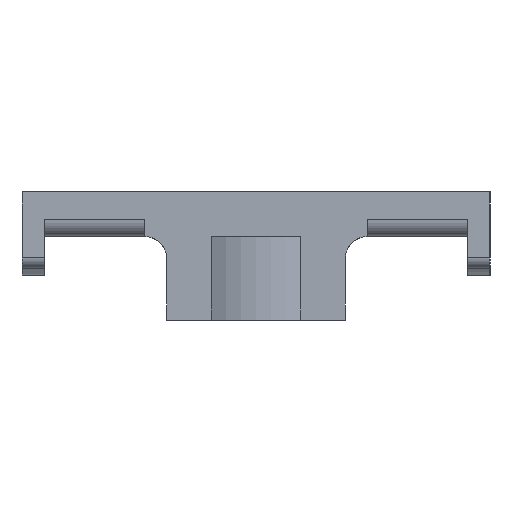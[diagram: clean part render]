
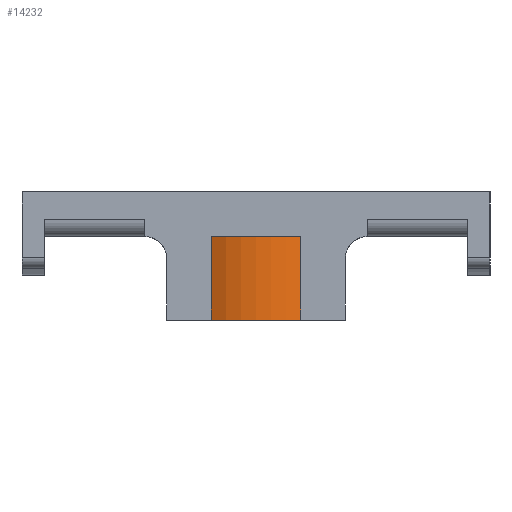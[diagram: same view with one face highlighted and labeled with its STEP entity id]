
A CAD part, left-side view. The second image highlights one B-rep face of the part: STEP entity #14232.
In plain terms, the highlighted cylindrical face has radius 8.4 mm (diameter 16.8 mm), a partial arc.
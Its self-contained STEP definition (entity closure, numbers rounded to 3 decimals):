
#107 = CIRCLE ( 'NONE', #6239, 8.4 ) ;
#448 = ORIENTED_EDGE ( 'NONE', *, *, #7339, .T. ) ;
#463 = EDGE_CURVE ( 'NONE', #4375, #2014, #15346, .T. ) ;
#1961 = CARTESIAN_POINT ( 'NONE',  ( -87.386, -4., -8. ) ) ;
#2014 = VERTEX_POINT ( 'NONE', #13667 ) ;
#2518 = CARTESIAN_POINT ( 'NONE',  ( -80., 0., -7.5 ) ) ;
#2660 = LINE ( 'NONE', #3801, #9469 ) ;
#2693 = CYLINDRICAL_SURFACE ( 'NONE', #13010, 8.4 ) ;
#2779 = FACE_OUTER_BOUND ( 'NONE', #4726, .T. ) ;
#3801 = CARTESIAN_POINT ( 'NONE',  ( -87.386, 4., -8. ) ) ;
#4182 = DIRECTION ( 'NONE',  ( 0., 0., -1. ) ) ;
#4252 = CARTESIAN_POINT ( 'NONE',  ( -87.386, -4., -7.5 ) ) ;
#4375 = VERTEX_POINT ( 'NONE', #4252 ) ;
#4607 = DIRECTION ( 'NONE',  ( 0., 0., 1. ) ) ;
#4726 = EDGE_LOOP ( 'NONE', ( #448, #17176, #5124, #11859 ) ) ;
#5124 = ORIENTED_EDGE ( 'NONE', *, *, #9948, .F. ) ;
#5498 = CARTESIAN_POINT ( 'NONE',  ( -80., 0., -8. ) ) ;
#5653 = EDGE_CURVE ( 'NONE', #16560, #11297, #2660, .T. ) ;
#6185 = CARTESIAN_POINT ( 'NONE',  ( -80., 0., 0. ) ) ;
#6239 = AXIS2_PLACEMENT_3D ( 'NONE', #2518, #6528, #11658 ) ;
#6426 = DIRECTION ( 'NONE',  ( 0., 0., 1. ) ) ;
#6528 = DIRECTION ( 'NONE',  ( 0., 0., 1. ) ) ;
#7339 = EDGE_CURVE ( 'NONE', #16560, #4375, #107, .T. ) ;
#8085 = CARTESIAN_POINT ( 'NONE',  ( -87.386, 4., 0. ) ) ;
#9469 = VECTOR ( 'NONE', #6426, 1000. ) ;
#9869 = VECTOR ( 'NONE', #10138, 1000. ) ;
#9948 = EDGE_CURVE ( 'NONE', #11297, #2014, #12133, .T. ) ;
#10138 = DIRECTION ( 'NONE',  ( 0., 0., 1. ) ) ;
#11297 = VERTEX_POINT ( 'NONE', #8085 ) ;
#11658 = DIRECTION ( 'NONE',  ( 0., -1., 0. ) ) ;
#11859 = ORIENTED_EDGE ( 'NONE', *, *, #5653, .F. ) ;
#12133 = CIRCLE ( 'NONE', #14365, 8.4 ) ;
#12869 = DIRECTION ( 'NONE',  ( 1., 0., 0. ) ) ;
#13010 = AXIS2_PLACEMENT_3D ( 'NONE', #5498, #4182, #17140 ) ;
#13667 = CARTESIAN_POINT ( 'NONE',  ( -87.386, -4., 0. ) ) ;
#14232 = ADVANCED_FACE ( 'NONE', ( #2779 ), #2693, .T. ) ;
#14365 = AXIS2_PLACEMENT_3D ( 'NONE', #6185, #4607, #12869 ) ;
#15346 = LINE ( 'NONE', #1961, #9869 ) ;
#16560 = VERTEX_POINT ( 'NONE', #16853 ) ;
#16853 = CARTESIAN_POINT ( 'NONE',  ( -87.386, 4., -7.5 ) ) ;
#17140 = DIRECTION ( 'NONE',  ( 1., 0., 0. ) ) ;
#17176 = ORIENTED_EDGE ( 'NONE', *, *, #463, .T. ) ;
